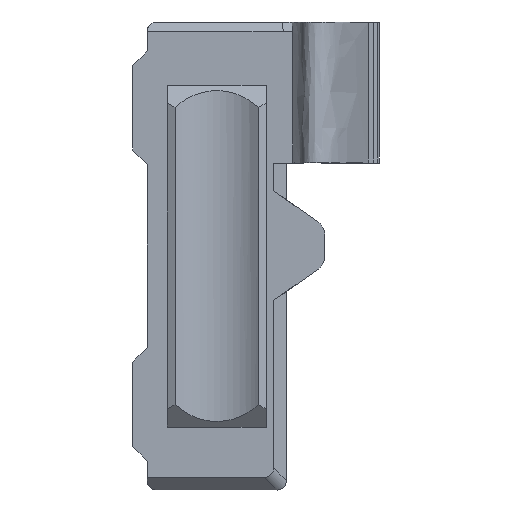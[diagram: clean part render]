
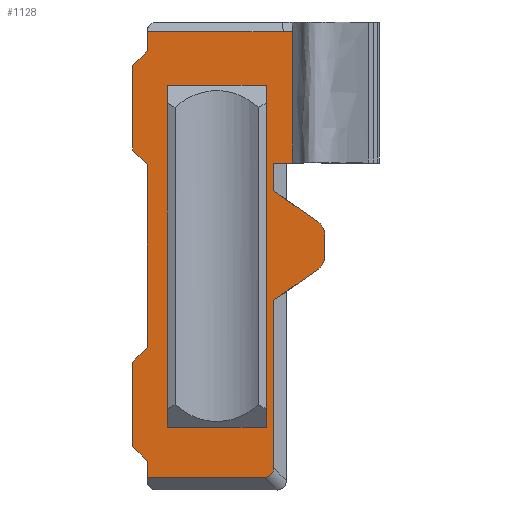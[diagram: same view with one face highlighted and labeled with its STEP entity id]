
A CAD part, top view. The second image highlights one B-rep face of the part: STEP entity #1128.
In plain terms, the highlighted planar face has unit normal (0, 0, 1).
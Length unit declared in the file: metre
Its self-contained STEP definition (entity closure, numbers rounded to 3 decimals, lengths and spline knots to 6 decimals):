
#22=ELLIPSE('',#1211,0.002425,0.0014);
#40=CIRCLE('',#1212,0.0015);
#41=CIRCLE('',#1213,0.0015);
#253=ORIENTED_EDGE('',*,*,#432,.F.);
#254=ORIENTED_EDGE('',*,*,#420,.T.);
#255=ORIENTED_EDGE('',*,*,#428,.F.);
#256=ORIENTED_EDGE('',*,*,#435,.F.);
#257=ORIENTED_EDGE('',*,*,#498,.F.);
#258=ORIENTED_EDGE('',*,*,#499,.T.);
#259=ORIENTED_EDGE('',*,*,#500,.T.);
#260=ORIENTED_EDGE('',*,*,#496,.T.);
#261=ORIENTED_EDGE('',*,*,#495,.F.);
#262=ORIENTED_EDGE('',*,*,#501,.F.);
#263=ORIENTED_EDGE('',*,*,#502,.T.);
#264=ORIENTED_EDGE('',*,*,#503,.T.);
#265=ORIENTED_EDGE('',*,*,#504,.F.);
#266=ORIENTED_EDGE('',*,*,#505,.F.);
#267=ORIENTED_EDGE('',*,*,#506,.T.);
#268=ORIENTED_EDGE('',*,*,#507,.T.);
#269=ORIENTED_EDGE('',*,*,#508,.T.);
#270=ORIENTED_EDGE('',*,*,#509,.T.);
#271=ORIENTED_EDGE('',*,*,#510,.T.);
#272=ORIENTED_EDGE('',*,*,#511,.F.);
#273=ORIENTED_EDGE('',*,*,#441,.T.);
#274=ORIENTED_EDGE('',*,*,#471,.T.);
#275=ORIENTED_EDGE('',*,*,#468,.F.);
#276=ORIENTED_EDGE('',*,*,#437,.T.);
#277=ORIENTED_EDGE('',*,*,#512,.T.);
#278=ORIENTED_EDGE('',*,*,#383,.T.);
#279=ORIENTED_EDGE('',*,*,#513,.T.);
#383=EDGE_CURVE('',#547,#546,#654,.T.);
#420=EDGE_CURVE('',#576,#575,#683,.T.);
#428=EDGE_CURVE('',#581,#575,#690,.T.);
#432=EDGE_CURVE('',#576,#584,#694,.T.);
#435=EDGE_CURVE('',#584,#581,#696,.T.);
#437=EDGE_CURVE('',#587,#586,#697,.T.);
#441=EDGE_CURVE('',#591,#590,#700,.T.);
#468=EDGE_CURVE('',#587,#611,#725,.T.);
#471=EDGE_CURVE('',#590,#611,#726,.T.);
#495=EDGE_CURVE('',#627,#626,#745,.T.);
#496=EDGE_CURVE('',#628,#626,#746,.T.);
#498=EDGE_CURVE('',#629,#630,#748,.T.);
#499=EDGE_CURVE('',#629,#631,#749,.T.);
#500=EDGE_CURVE('',#631,#628,#750,.T.);
#501=EDGE_CURVE('',#632,#627,#751,.T.);
#502=EDGE_CURVE('',#632,#633,#752,.T.);
#503=EDGE_CURVE('',#633,#634,#753,.T.);
#504=EDGE_CURVE('',#635,#634,#22,.T.);
#505=EDGE_CURVE('',#636,#635,#754,.T.);
#506=EDGE_CURVE('',#636,#637,#755,.T.);
#507=EDGE_CURVE('',#637,#638,#40,.T.);
#508=EDGE_CURVE('',#638,#639,#756,.T.);
#509=EDGE_CURVE('',#639,#640,#41,.T.);
#510=EDGE_CURVE('',#640,#641,#757,.T.);
#511=EDGE_CURVE('',#591,#641,#758,.T.);
#512=EDGE_CURVE('',#586,#547,#759,.T.);
#513=EDGE_CURVE('',#546,#630,#760,.T.);
#546=VERTEX_POINT('',#1535);
#547=VERTEX_POINT('',#1537);
#575=VERTEX_POINT('',#1783);
#576=VERTEX_POINT('',#1785);
#581=VERTEX_POINT('',#1799);
#584=VERTEX_POINT('',#1809);
#586=VERTEX_POINT('',#1818);
#587=VERTEX_POINT('',#1820);
#590=VERTEX_POINT('',#1827);
#591=VERTEX_POINT('',#1829);
#611=VERTEX_POINT('',#1901);
#626=VERTEX_POINT('',#1984);
#627=VERTEX_POINT('',#1986);
#628=VERTEX_POINT('',#1990);
#629=VERTEX_POINT('',#1994);
#630=VERTEX_POINT('',#1995);
#631=VERTEX_POINT('',#1997);
#632=VERTEX_POINT('',#2000);
#633=VERTEX_POINT('',#2002);
#634=VERTEX_POINT('',#2004);
#635=VERTEX_POINT('',#2006);
#636=VERTEX_POINT('',#2008);
#637=VERTEX_POINT('',#2010);
#638=VERTEX_POINT('',#2012);
#639=VERTEX_POINT('',#2014);
#640=VERTEX_POINT('',#2016);
#641=VERTEX_POINT('',#2018);
#654=LINE('',#1536,#788);
#683=LINE('',#1784,#817);
#690=LINE('',#1800,#824);
#694=LINE('',#1808,#828);
#696=LINE('',#1814,#830);
#697=LINE('',#1819,#831);
#700=LINE('',#1828,#834);
#725=LINE('',#1900,#859);
#726=LINE('',#1943,#860);
#745=LINE('',#1987,#879);
#746=LINE('',#1989,#880);
#748=LINE('',#1993,#882);
#749=LINE('',#1996,#883);
#750=LINE('',#1998,#884);
#751=LINE('',#1999,#885);
#752=LINE('',#2001,#886);
#753=LINE('',#2003,#887);
#754=LINE('',#2007,#888);
#755=LINE('',#2009,#889);
#756=LINE('',#2013,#890);
#757=LINE('',#2017,#891);
#758=LINE('',#2019,#892);
#759=LINE('',#2020,#893);
#760=LINE('',#2021,#894);
#788=VECTOR('',#1247,1.);
#817=VECTOR('',#1300,1.);
#824=VECTOR('',#1313,1.);
#828=VECTOR('',#1321,1.);
#830=VECTOR('',#1329,1.);
#831=VECTOR('',#1334,1.);
#834=VECTOR('',#1341,1.);
#859=VECTOR('',#1384,1.);
#860=VECTOR('',#1387,1.);
#879=VECTOR('',#1424,1.);
#880=VECTOR('',#1427,1.);
#882=VECTOR('',#1431,1.);
#883=VECTOR('',#1432,1.);
#884=VECTOR('',#1433,1.);
#885=VECTOR('',#1434,1.);
#886=VECTOR('',#1435,1.);
#887=VECTOR('',#1436,1.);
#888=VECTOR('',#1439,1.);
#889=VECTOR('',#1440,1.);
#890=VECTOR('',#1443,1.);
#891=VECTOR('',#1446,1.);
#892=VECTOR('',#1447,1.);
#893=VECTOR('',#1448,1.);
#894=VECTOR('',#1449,1.);
#958=EDGE_LOOP('',(#253,#254,#255,#256));
#959=EDGE_LOOP('',(#257,#258,#259,#260,#261,#262,#263,#264,#265,#266,#267,
#268,#269,#270,#271,#272,#273,#274,#275,#276,#277,#278,#279));
#1021=FACE_BOUND('',#958,.T.);
#1022=FACE_BOUND('',#959,.T.);
#1074=PLANE('',#1210);
#1128=ADVANCED_FACE('',(#1021,#1022),#1074,.T.);
#1210=AXIS2_PLACEMENT_3D('',#1992,#1429,#1430);
#1211=AXIS2_PLACEMENT_3D('',#2005,#1437,#1438);
#1212=AXIS2_PLACEMENT_3D('',#2011,#1441,#1442);
#1213=AXIS2_PLACEMENT_3D('',#2015,#1444,#1445);
#1247=DIRECTION('',(0.,-1.,0.));
#1300=DIRECTION('',(1.,0.,0.));
#1313=DIRECTION('',(0.,1.,0.));
#1321=DIRECTION('',(0.,-1.,0.));
#1329=DIRECTION('',(1.,0.,0.));
#1334=DIRECTION('',(-1.,0.,0.));
#1341=DIRECTION('',(1.,0.,0.));
#1384=DIRECTION('',(0.,-1.,0.));
#1387=DIRECTION('',(1.,0.,0.));
#1424=DIRECTION('',(0.,1.,0.));
#1427=DIRECTION('',(-0.707,-0.707,0.));
#1429=DIRECTION('',(0.,0.,1.));
#1430=DIRECTION('',(1.,0.,0.));
#1431=DIRECTION('',(0.,1.,0.));
#1432=DIRECTION('',(0.707,-0.707,0.));
#1433=DIRECTION('',(0.,-1.,0.));
#1434=DIRECTION('',(-0.707,0.707,0.));
#1435=DIRECTION('',(0.,-1.,0.));
#1436=DIRECTION('',(1.,0.,0.));
#1437=DIRECTION('',(0.,0.,-1.));
#1438=DIRECTION('',(-0.707,0.707,0.));
#1439=DIRECTION('',(0.,-1.,0.));
#1440=DIRECTION('',(0.819,0.574,0.));
#1441=DIRECTION('',(0.,0.,1.));
#1442=DIRECTION('',(1.,0.,0.));
#1443=DIRECTION('',(0.,1.,0.));
#1444=DIRECTION('',(0.,0.,1.));
#1445=DIRECTION('',(1.,0.,0.));
#1446=DIRECTION('',(-0.819,0.574,0.));
#1447=DIRECTION('',(0.,-1.,0.));
#1448=DIRECTION('',(-1.,0.,0.));
#1449=DIRECTION('',(-0.707,-0.707,0.));
#1535=CARTESIAN_POINT('',(0.072766,0.02158,0.001771));
#1536=CARTESIAN_POINT('',(0.072766,-0.022313,0.001771));
#1537=CARTESIAN_POINT('',(0.072766,0.02354,0.001771));
#1783=CARTESIAN_POINT('',(0.085011,0.018068,0.001771));
#1784=CARTESIAN_POINT('',(0.091016,0.018068,0.001771));
#1785=CARTESIAN_POINT('',(0.074821,0.018068,0.001771));
#1799=CARTESIAN_POINT('',(0.085011,-0.017141,0.001771));
#1800=CARTESIAN_POINT('',(0.085011,0.018068,0.001771));
#1808=CARTESIAN_POINT('',(0.074821,-0.017141,0.001771));
#1809=CARTESIAN_POINT('',(0.074821,-0.017141,0.001771));
#1814=CARTESIAN_POINT('',(0.062562,-0.017141,0.001771));
#1818=CARTESIAN_POINT('',(0.086756,0.02354,0.001771));
#1819=CARTESIAN_POINT('',(0.087256,0.02354,0.001771));
#1820=CARTESIAN_POINT('',(0.087756,0.02354,0.001771));
#1827=CARTESIAN_POINT('',(0.086761,0.01004,0.001771));
#1828=CARTESIAN_POINT('',(0.086264,0.01004,0.001771));
#1829=CARTESIAN_POINT('',(0.085766,0.01004,0.001771));
#1900=CARTESIAN_POINT('',(0.087756,0.01679,0.001771));
#1901=CARTESIAN_POINT('',(0.087756,0.01004,0.001771));
#1943=CARTESIAN_POINT('',(0.091016,0.01004,0.001771));
#1984=CARTESIAN_POINT('',(0.071266,-0.010453,0.001771));
#1986=CARTESIAN_POINT('',(0.071266,-0.019153,0.001771));
#1987=CARTESIAN_POINT('',(0.071266,-0.019553,0.001771));
#1989=CARTESIAN_POINT('',(0.075211,-0.006508,0.001771));
#1990=CARTESIAN_POINT('',(0.072766,-0.008953,0.001771));
#1992=CARTESIAN_POINT('',(0.091016,-0.022313,0.001771));
#1993=CARTESIAN_POINT('',(0.071266,-0.019553,0.001771));
#1994=CARTESIAN_POINT('',(0.071266,0.01138,0.001771));
#1995=CARTESIAN_POINT('',(0.071266,0.02008,0.001771));
#1996=CARTESIAN_POINT('',(0.097988,-0.015342,0.001771));
#1997=CARTESIAN_POINT('',(0.072766,0.00988,0.001771));
#1998=CARTESIAN_POINT('',(0.072766,-0.022313,0.001771));
#1999=CARTESIAN_POINT('',(0.072016,-0.019903,0.001771));
#2000=CARTESIAN_POINT('',(0.072766,-0.020653,0.001771));
#2001=CARTESIAN_POINT('',(0.072766,-0.022313,0.001771));
#2002=CARTESIAN_POINT('',(0.072766,-0.022313,0.001771));
#2003=CARTESIAN_POINT('',(0.091016,-0.022313,0.001771));
#2004=CARTESIAN_POINT('',(0.084776,-0.022313,0.001771));
#2005=CARTESIAN_POINT('',(0.083786,-0.020333,0.001771));
#2006=CARTESIAN_POINT('',(0.085766,-0.021323,0.001771));
#2007=CARTESIAN_POINT('',(0.085766,-0.003191,0.001771));
#2008=CARTESIAN_POINT('',(0.085766,-0.004101,0.001771));
#2009=CARTESIAN_POINT('',(0.080732,-0.007626,0.001771));
#2010=CARTESIAN_POINT('',(0.090376,-0.000873,0.001771));
#2011=CARTESIAN_POINT('',(0.089516,0.000356,0.001771));
#2012=CARTESIAN_POINT('',(0.091016,0.000356,0.001771));
#2013=CARTESIAN_POINT('',(0.091016,-0.022313,0.001771));
#2014=CARTESIAN_POINT('',(0.091016,0.002724,0.001771));
#2015=CARTESIAN_POINT('',(0.089516,0.002724,0.001771));
#2016=CARTESIAN_POINT('',(0.090376,0.003953,0.001771));
#2017=CARTESIAN_POINT('',(0.103147,-0.004989,0.001771));
#2018=CARTESIAN_POINT('',(0.085766,0.007181,0.001771));
#2019=CARTESIAN_POINT('',(0.085766,-0.003191,0.001771));
#2020=CARTESIAN_POINT('',(0.091016,0.02354,0.001771));
#2021=CARTESIAN_POINT('',(0.059945,0.008758,0.001771));
